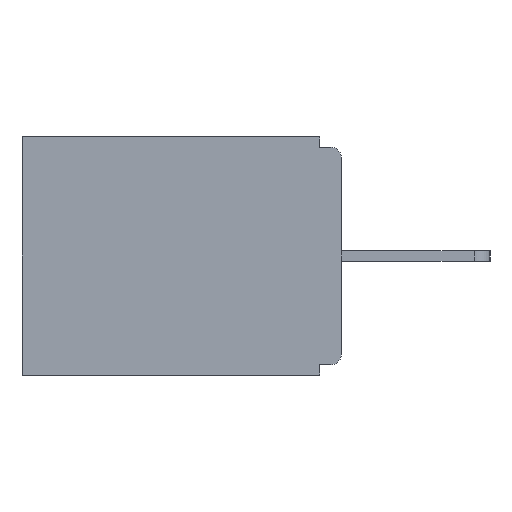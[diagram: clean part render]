
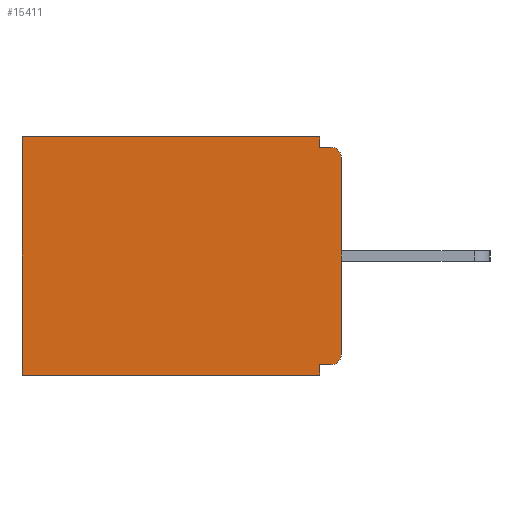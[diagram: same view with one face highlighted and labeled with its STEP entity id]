
A CAD part, left-side view. The second image highlights one B-rep face of the part: STEP entity #15411.
In plain terms, the highlighted planar face has unit normal (-1, 0, 0).
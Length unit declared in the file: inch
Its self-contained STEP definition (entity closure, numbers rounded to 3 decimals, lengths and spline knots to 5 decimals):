
#113 = CARTESIAN_POINT ( 'NONE',  ( 0.298, 0.015, -0.03 ) ) ;
#115 = VERTEX_POINT ( 'NONE', #21395 ) ;
#160 = VECTOR ( 'NONE', #9954, 39.37008 ) ;
#463 = CARTESIAN_POINT ( 'NONE',  ( 0.298, 0., -0.343 ) ) ;
#501 = VECTOR ( 'NONE', #13272, 39.37008 ) ;
#759 = VERTEX_POINT ( 'NONE', #20587 ) ;
#1597 = DIRECTION ( 'NONE',  ( 0., -1., 0. ) ) ;
#1627 = VECTOR ( 'NONE', #17521, 39.37008 ) ;
#1788 = EDGE_CURVE ( 'NONE', #3892, #21907, #4216, .T. ) ;
#1814 = AXIS2_PLACEMENT_3D ( 'NONE', #113, #13687, #21533 ) ;
#2448 = EDGE_CURVE ( 'NONE', #11377, #10709, #8986, .T. ) ;
#2485 = VERTEX_POINT ( 'NONE', #18959 ) ;
#3071 = CARTESIAN_POINT ( 'NONE',  ( 0.298, 0.031, -0.343 ) ) ;
#3474 = ORIENTED_EDGE ( 'NONE', *, *, #2448, .T. ) ;
#3521 = VERTEX_POINT ( 'NONE', #12410 ) ;
#3618 = ORIENTED_EDGE ( 'NONE', *, *, #12174, .T. ) ;
#3892 = VERTEX_POINT ( 'NONE', #4436 ) ;
#4041 = LINE ( 'NONE', #463, #24838 ) ;
#4216 = LINE ( 'NONE', #23604, #1627 ) ;
#4310 = EDGE_CURVE ( 'NONE', #759, #10709, #15183, .T. ) ;
#4312 = CARTESIAN_POINT ( 'NONE',  ( 0.298, 0.46, 0. ) ) ;
#4436 = CARTESIAN_POINT ( 'NONE',  ( 0.298, 0.031, 0. ) ) ;
#4451 = PLANE ( 'NONE',  #21979 ) ;
#4713 = DIRECTION ( 'NONE',  ( 0., 0., -1. ) ) ;
#4950 = DIRECTION ( 'NONE',  ( 0., 1., 0. ) ) ;
#5814 = CARTESIAN_POINT ( 'NONE',  ( 0.298, 0., -0.015 ) ) ;
#6167 = CARTESIAN_POINT ( 'NONE',  ( 0.298, 0.015, -0.328 ) ) ;
#6486 = LINE ( 'NONE', #8681, #25107 ) ;
#6626 = FACE_OUTER_BOUND ( 'NONE', #16423, .T. ) ;
#6638 = ORIENTED_EDGE ( 'NONE', *, *, #18141, .F. ) ;
#6913 = CARTESIAN_POINT ( 'NONE',  ( 0.298, 0., -0.313 ) ) ;
#8177 = ORIENTED_EDGE ( 'NONE', *, *, #4310, .F. ) ;
#8268 = VERTEX_POINT ( 'NONE', #23423 ) ;
#8681 = CARTESIAN_POINT ( 'NONE',  ( 0.298, 0., -0.328 ) ) ;
#8986 = CIRCLE ( 'NONE', #12248, 0.015 ) ;
#9287 = DIRECTION ( 'NONE',  ( -1., 0., 0. ) ) ;
#9366 = ORIENTED_EDGE ( 'NONE', *, *, #1788, .T. ) ;
#9954 = DIRECTION ( 'NONE',  ( 0., 0., -1. ) ) ;
#10224 = EDGE_CURVE ( 'NONE', #11377, #24515, #6486, .T. ) ;
#10273 = ORIENTED_EDGE ( 'NONE', *, *, #22902, .T. ) ;
#10311 = VECTOR ( 'NONE', #1597, 39.37008 ) ;
#10526 = ORIENTED_EDGE ( 'NONE', *, *, #14030, .F. ) ;
#10557 = DIRECTION ( 'NONE',  ( 0., 0., -1. ) ) ;
#10709 = VERTEX_POINT ( 'NONE', #6913 ) ;
#11377 = VERTEX_POINT ( 'NONE', #6167 ) ;
#11581 = VECTOR ( 'NONE', #22199, 39.37008 ) ;
#11979 = DIRECTION ( 'NONE',  ( 0., 1., 0. ) ) ;
#12174 = EDGE_CURVE ( 'NONE', #759, #8268, #19734, .T. ) ;
#12248 = AXIS2_PLACEMENT_3D ( 'NONE', #13250, #9287, #17302 ) ;
#12410 = CARTESIAN_POINT ( 'NONE',  ( 0.298, 0.031, -0.343 ) ) ;
#12719 = ORIENTED_EDGE ( 'NONE', *, *, #14892, .F. ) ;
#13250 = CARTESIAN_POINT ( 'NONE',  ( 0.298, 0.015, -0.313 ) ) ;
#13272 = DIRECTION ( 'NONE',  ( 0., 0., -1. ) ) ;
#13687 = DIRECTION ( 'NONE',  ( -1., 0., 0. ) ) ;
#14030 = EDGE_CURVE ( 'NONE', #3521, #115, #4041, .T. ) ;
#14061 = VECTOR ( 'NONE', #10557, 39.37008 ) ;
#14529 = CARTESIAN_POINT ( 'NONE',  ( 0.298, 0.031, -0.343 ) ) ;
#14604 = LINE ( 'NONE', #3071, #11581 ) ;
#14818 = ORIENTED_EDGE ( 'NONE', *, *, #20794, .F. ) ;
#14892 = EDGE_CURVE ( 'NONE', #24515, #3521, #23787, .T. ) ;
#15070 = ORIENTED_EDGE ( 'NONE', *, *, #10224, .F. ) ;
#15183 = LINE ( 'NONE', #25065, #501 ) ;
#15411 = ADVANCED_FACE ( 'NONE', ( #6626 ), #4451, .F. ) ;
#16117 = CARTESIAN_POINT ( 'NONE',  ( 0.298, 0.46, 0. ) ) ;
#16423 = EDGE_LOOP ( 'NONE', ( #3618, #6638, #14818, #9366, #10273, #10526, #12719, #15070, #3474, #8177 ) ) ;
#16715 = DIRECTION ( 'NONE',  ( 1., 0., 0. ) ) ;
#17302 = DIRECTION ( 'NONE',  ( 0., 0., -1. ) ) ;
#17521 = DIRECTION ( 'NONE',  ( 0., 1., 0. ) ) ;
#18141 = EDGE_CURVE ( 'NONE', #2485, #8268, #24926, .T. ) ;
#18959 = CARTESIAN_POINT ( 'NONE',  ( 0.298, 0.031, -0.015 ) ) ;
#19734 = CIRCLE ( 'NONE', #1814, 0.015 ) ;
#20002 = CARTESIAN_POINT ( 'NONE',  ( 0.298, 0., 0. ) ) ;
#20587 = CARTESIAN_POINT ( 'NONE',  ( 0.298, 0., -0.03 ) ) ;
#20794 = EDGE_CURVE ( 'NONE', #3892, #2485, #14604, .T. ) ;
#21395 = CARTESIAN_POINT ( 'NONE',  ( 0.298, 0.46, -0.343 ) ) ;
#21533 = DIRECTION ( 'NONE',  ( 0., 0., -1. ) ) ;
#21907 = VERTEX_POINT ( 'NONE', #16117 ) ;
#21979 = AXIS2_PLACEMENT_3D ( 'NONE', #20002, #16715, #4713 ) ;
#22199 = DIRECTION ( 'NONE',  ( 0., 0., -1. ) ) ;
#22902 = EDGE_CURVE ( 'NONE', #21907, #115, #23441, .T. ) ;
#23079 = CARTESIAN_POINT ( 'NONE',  ( 0.298, 0.031, -0.328 ) ) ;
#23423 = CARTESIAN_POINT ( 'NONE',  ( 0.298, 0.015, -0.015 ) ) ;
#23441 = LINE ( 'NONE', #4312, #160 ) ;
#23604 = CARTESIAN_POINT ( 'NONE',  ( 0.298, 0., 0. ) ) ;
#23787 = LINE ( 'NONE', #14529, #14061 ) ;
#24515 = VERTEX_POINT ( 'NONE', #23079 ) ;
#24838 = VECTOR ( 'NONE', #11979, 39.37008 ) ;
#24926 = LINE ( 'NONE', #5814, #10311 ) ;
#25065 = CARTESIAN_POINT ( 'NONE',  ( 0.298, 0., 0. ) ) ;
#25107 = VECTOR ( 'NONE', #4950, 39.37008 ) ;
